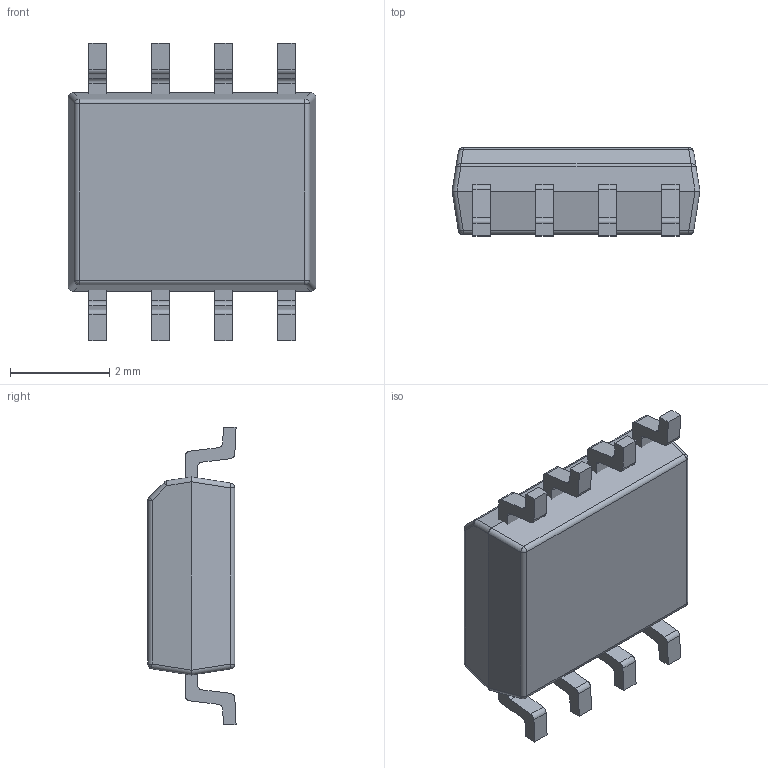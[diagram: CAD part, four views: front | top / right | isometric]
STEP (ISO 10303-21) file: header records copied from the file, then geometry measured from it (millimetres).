
FILE_DESCRIPTION (( 'STEP AP214' ), '1' );
FILE_NAME ('SO8.STEP', '2018-03-15T22:04:14', ( '' ), ( '' ), 'SwSTEP 2.0', 'SolidWorks 2017', '' );
FILE_SCHEMA (( 'AUTOMOTIVE_DESIGN' ));
Length unit declared in the file: millimetre
Products named in the file (1): SO8
Bounding box: 5 x 1.78 x 6 mm (x, y, z)
Volume: 33.8 mm3; surface area: 82.2 mm2
Topology: 9 solids, 9 shells, 155 faces, 376 edges, 234 vertices
Faces by surface type: plane 92, cylinder 53, sphere 10
Entity records: 4544 total; most frequent: DIRECTION 776, CARTESIAN_POINT 772, ORIENTED_EDGE 740, EDGE_CURVE 370, LINE 268, VECTOR 268, AXIS2_PLACEMENT_3D 254, VERTEX_POINT 234
